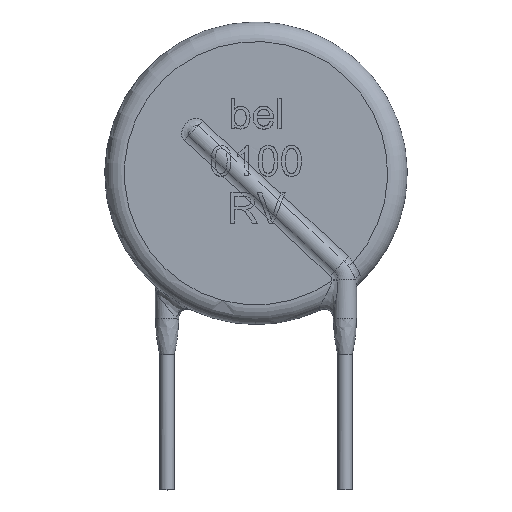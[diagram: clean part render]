
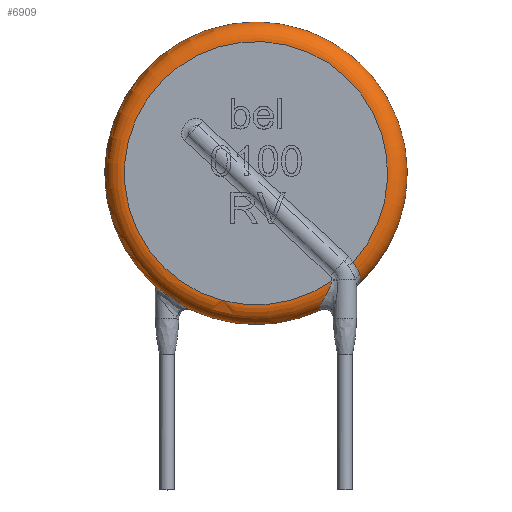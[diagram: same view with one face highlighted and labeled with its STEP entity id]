
A CAD part, top view. The second image highlights one B-rep face of the part: STEP entity #6909.
In plain terms, the highlighted toroidal (fillet/blend) face has major radius 7.4 mm and minor radius 1.1 mm.
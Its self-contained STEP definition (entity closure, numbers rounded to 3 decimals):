
#61=TOROIDAL_SURFACE('',#7166,7.4,1.1);
#73=CIRCLE('',#7082,7.4);
#107=CIRCLE('',#7149,8.5);
#115=CIRCLE('',#7167,8.5);
#2267=ORIENTED_EDGE('',*,*,#3050,.T.);
#2268=ORIENTED_EDGE('',*,*,#3110,.T.);
#2269=ORIENTED_EDGE('',*,*,#3091,.T.);
#2270=ORIENTED_EDGE('',*,*,#3095,.T.);
#2271=ORIENTED_EDGE('',*,*,#2962,.T.);
#2272=ORIENTED_EDGE('',*,*,#3096,.T.);
#2273=ORIENTED_EDGE('',*,*,#3076,.T.);
#2274=ORIENTED_EDGE('',*,*,#3069,.T.);
#2962=EDGE_CURVE('',#3534,#3533,#73,.T.);
#3050=EDGE_CURVE('',#3590,#3592,#3953,.T.);
#3069=EDGE_CURVE('',#3602,#3590,#107,.T.);
#3076=EDGE_CURVE('',#3606,#3602,#3973,.T.);
#3091=EDGE_CURVE('',#3613,#3615,#3988,.T.);
#3095=EDGE_CURVE('',#3615,#3534,#3992,.T.);
#3096=EDGE_CURVE('',#3533,#3606,#3993,.T.);
#3110=EDGE_CURVE('',#3592,#3613,#115,.T.);
#3533=VERTEX_POINT('',#11661);
#3534=VERTEX_POINT('',#11663);
#3590=VERTEX_POINT('',#12325);
#3592=VERTEX_POINT('',#12376);
#3602=VERTEX_POINT('',#12632);
#3606=VERTEX_POINT('',#12786);
#3613=VERTEX_POINT('',#12961);
#3615=VERTEX_POINT('',#13012);
#3953=B_SPLINE_CURVE_WITH_KNOTS('',3,(#12378,#12379,#12380,#12381,#12382,
#12383),.UNSPECIFIED.,.F.,.F.,(4,1,1,4),(0.,0.5,0.75,1.),.UNSPECIFIED.);
#3973=B_SPLINE_CURVE_WITH_KNOTS('',3,(#12777,#12778,#12779,#12780,#12781,
#12782,#12783,#12784,#12785),.UNSPECIFIED.,.F.,.F.,(4,1,1,1,1,1,4),(0.,
0.25,0.375,0.5,0.625,0.75,1.),.UNSPECIFIED.);
#3988=B_SPLINE_CURVE_WITH_KNOTS('',3,(#13014,#13015,#13016,#13017),
 .UNSPECIFIED.,.F.,.F.,(4,4),(0.,1.),.UNSPECIFIED.);
#3992=B_SPLINE_CURVE_WITH_KNOTS('',3,(#13077,#13078,#13079,#13080,#13081,
#13082,#13083,#13084,#13085,#13086,#13087,#13088,#13089,#13090,#13091),
 .UNSPECIFIED.,.F.,.F.,(4,1,1,1,1,1,1,1,1,1,1,1,4),(0.,0.25,0.375,0.438,
0.469,0.5,0.531,0.563,0.625,0.688,0.75,0.875,1.),.UNSPECIFIED.);
#3993=B_SPLINE_CURVE_WITH_KNOTS('',3,(#13108,#13109,#13110,#13111,#13112,
#13113,#13114),.UNSPECIFIED.,.F.,.F.,(4,1,1,1,4),(0.,0.25,0.5,0.75,1.),
 .UNSPECIFIED.);
#4285=EDGE_LOOP('',(#2267,#2268,#2269,#2270,#2271,#2272,#2273,#2274));
#4598=FACE_BOUND('',#4285,.T.);
#6909=ADVANCED_FACE('',(#4598),#61,.T.);
#7082=AXIS2_PLACEMENT_3D('',#11662,#7700,#7701);
#7149=AXIS2_PLACEMENT_3D('',#12631,#7856,#7857);
#7166=AXIS2_PLACEMENT_3D('',#13211,#7892,#7893);
#7167=AXIS2_PLACEMENT_3D('',#13212,#7894,#7895);
#7700=DIRECTION('',(0.,0.,-1.));
#7701=DIRECTION('',(1.,0.,0.));
#7856=DIRECTION('',(0.,0.,1.));
#7857=DIRECTION('',(1.,0.,0.));
#7892=DIRECTION('',(0.,0.,1.));
#7893=DIRECTION('',(-0.62,0.785,0.));
#7894=DIRECTION('',(0.,0.,1.));
#7895=DIRECTION('',(1.,0.,0.));
#11661=CARTESIAN_POINT('',(5.459,-4.996,1.15));
#11662=CARTESIAN_POINT('',(0.,0.,1.15));
#11663=CARTESIAN_POINT('',(4.25,-6.058,1.15));
#12325=CARTESIAN_POINT('',(-5.567,-6.423,0.05));
#12376=CARTESIAN_POINT('',(-3.773,-7.617,0.05));
#12378=CARTESIAN_POINT('',(-5.567,-6.423,0.05));
#12379=CARTESIAN_POINT('',(-5.347,-6.614,0.233));
#12380=CARTESIAN_POINT('',(-4.846,-6.936,0.389));
#12381=CARTESIAN_POINT('',(-4.192,-7.374,0.296));
#12382=CARTESIAN_POINT('',(-3.885,-7.561,0.143));
#12383=CARTESIAN_POINT('',(-3.773,-7.617,0.05));
#12631=CARTESIAN_POINT('',(0.,0.,0.05));
#12632=CARTESIAN_POINT('',(5.638,-6.361,0.05));
#12777=CARTESIAN_POINT('',(5.829,-5.681,0.864));
#12778=CARTESIAN_POINT('',(5.858,-5.775,0.786));
#12779=CARTESIAN_POINT('',(5.877,-5.883,0.67));
#12780=CARTESIAN_POINT('',(5.872,-5.989,0.536));
#12781=CARTESIAN_POINT('',(5.868,-6.027,0.486));
#12782=CARTESIAN_POINT('',(5.832,-6.132,0.347));
#12783=CARTESIAN_POINT('',(5.765,-6.236,0.205));
#12784=CARTESIAN_POINT('',(5.693,-6.313,0.106));
#12785=CARTESIAN_POINT('',(5.638,-6.361,0.05));
#12786=CARTESIAN_POINT('',(5.829,-5.681,0.864));
#12961=CARTESIAN_POINT('',(3.703,-7.651,0.05));
#13012=CARTESIAN_POINT('',(3.52,-7.664,0.426));
#13014=CARTESIAN_POINT('',(3.703,-7.651,0.05));
#13015=CARTESIAN_POINT('',(3.592,-7.705,0.164));
#13016=CARTESIAN_POINT('',(3.529,-7.712,0.296));
#13017=CARTESIAN_POINT('',(3.52,-7.664,0.426));
#13077=CARTESIAN_POINT('',(3.52,-7.664,0.426));
#13078=CARTESIAN_POINT('',(3.513,-7.626,0.528));
#13079=CARTESIAN_POINT('',(3.554,-7.518,0.682));
#13080=CARTESIAN_POINT('',(3.674,-7.297,0.842));
#13081=CARTESIAN_POINT('',(3.752,-7.157,0.915));
#13082=CARTESIAN_POINT('',(3.797,-7.077,0.952));
#13083=CARTESIAN_POINT('',(3.844,-6.993,0.985));
#13084=CARTESIAN_POINT('',(3.849,-6.983,0.988));
#13085=CARTESIAN_POINT('',(3.879,-6.931,1.007));
#13086=CARTESIAN_POINT('',(3.923,-6.853,1.032));
#13087=CARTESIAN_POINT('',(3.992,-6.725,1.069));
#13088=CARTESIAN_POINT('',(4.111,-6.479,1.12));
#13089=CARTESIAN_POINT('',(4.196,-6.261,1.145));
#13090=CARTESIAN_POINT('',(4.237,-6.117,1.15));
#13091=CARTESIAN_POINT('',(4.25,-6.058,1.15));
#13108=CARTESIAN_POINT('',(5.459,-4.996,1.15));
#13109=CARTESIAN_POINT('',(5.476,-5.031,1.15));
#13110=CARTESIAN_POINT('',(5.528,-5.123,1.149));
#13111=CARTESIAN_POINT('',(5.673,-5.358,1.088));
#13112=CARTESIAN_POINT('',(5.791,-5.573,0.956));
#13113=CARTESIAN_POINT('',(5.82,-5.651,0.889));
#13114=CARTESIAN_POINT('',(5.829,-5.681,0.864));
#13211=CARTESIAN_POINT('',(0.,0.,0.05));
#13212=CARTESIAN_POINT('',(0.,0.,0.05));
